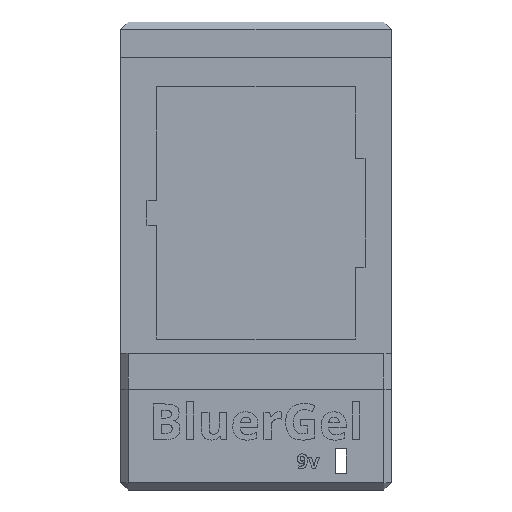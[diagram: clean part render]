
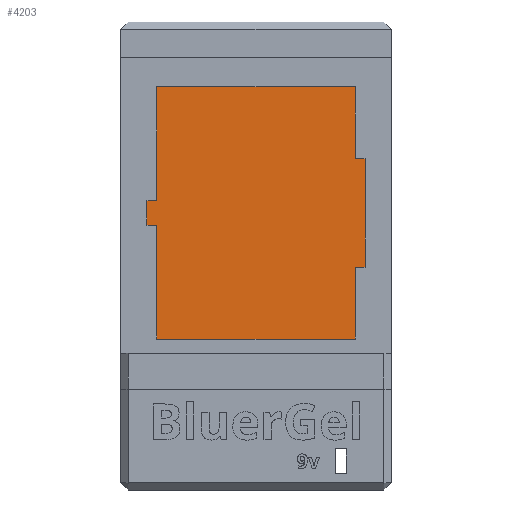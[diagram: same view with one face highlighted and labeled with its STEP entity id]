
A CAD part, top view. The second image highlights one B-rep face of the part: STEP entity #4203.
In plain terms, the highlighted planar face has unit normal (0, 0, 1).
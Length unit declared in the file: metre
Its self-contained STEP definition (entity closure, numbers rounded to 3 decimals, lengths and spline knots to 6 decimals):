
#579=ORIENTED_EDGE('',*,*,#1781,.T.);
#580=ORIENTED_EDGE('',*,*,#1777,.T.);
#581=ORIENTED_EDGE('',*,*,#1813,.T.);
#582=ORIENTED_EDGE('',*,*,#1810,.T.);
#583=ORIENTED_EDGE('',*,*,#1807,.T.);
#584=ORIENTED_EDGE('',*,*,#1804,.T.);
#585=ORIENTED_EDGE('',*,*,#1801,.T.);
#586=ORIENTED_EDGE('',*,*,#1797,.F.);
#587=ORIENTED_EDGE('',*,*,#1794,.T.);
#588=ORIENTED_EDGE('',*,*,#1790,.T.);
#589=ORIENTED_EDGE('',*,*,#1787,.T.);
#590=ORIENTED_EDGE('',*,*,#1784,.T.);
#1777=EDGE_CURVE('',#2407,#2408,#2756,.T.);
#1781=EDGE_CURVE('',#2411,#2407,#2760,.T.);
#1784=EDGE_CURVE('',#2413,#2411,#2763,.T.);
#1787=EDGE_CURVE('',#2415,#2413,#2766,.T.);
#1790=EDGE_CURVE('',#2417,#2415,#2769,.T.);
#1794=EDGE_CURVE('',#2420,#2417,#2772,.T.);
#1797=EDGE_CURVE('',#2420,#2422,#2775,.T.);
#1801=EDGE_CURVE('',#2425,#2422,#2778,.T.);
#1804=EDGE_CURVE('',#2427,#2425,#2781,.T.);
#1807=EDGE_CURVE('',#2429,#2427,#2784,.T.);
#1810=EDGE_CURVE('',#2431,#2429,#2787,.T.);
#1813=EDGE_CURVE('',#2408,#2431,#2790,.T.);
#2407=VERTEX_POINT('',#5907);
#2408=VERTEX_POINT('',#5908);
#2411=VERTEX_POINT('',#5916);
#2413=VERTEX_POINT('',#5922);
#2415=VERTEX_POINT('',#5928);
#2417=VERTEX_POINT('',#5934);
#2420=VERTEX_POINT('',#5942);
#2422=VERTEX_POINT('',#5948);
#2425=VERTEX_POINT('',#5956);
#2427=VERTEX_POINT('',#5962);
#2429=VERTEX_POINT('',#5968);
#2431=VERTEX_POINT('',#5974);
#2756=LINE('',#5906,#3184);
#2760=LINE('',#5915,#3188);
#2763=LINE('',#5921,#3191);
#2766=LINE('',#5927,#3194);
#2769=LINE('',#5933,#3197);
#2772=LINE('',#5941,#3200);
#2775=LINE('',#5947,#3203);
#2778=LINE('',#5955,#3206);
#2781=LINE('',#5961,#3209);
#2784=LINE('',#5967,#3212);
#2787=LINE('',#5973,#3215);
#2790=LINE('',#5979,#3218);
#3184=VECTOR('',#4768,1.);
#3188=VECTOR('',#4774,1.);
#3191=VECTOR('',#4779,1.);
#3194=VECTOR('',#4784,1.);
#3197=VECTOR('',#4789,1.);
#3200=VECTOR('',#4796,1.);
#3203=VECTOR('',#4801,1.);
#3206=VECTOR('',#4808,1.);
#3209=VECTOR('',#4813,1.);
#3212=VECTOR('',#4818,1.);
#3215=VECTOR('',#4823,1.);
#3218=VECTOR('',#4828,1.);
#3554=EDGE_LOOP('',(#579,#580,#581,#582,#583,#584,#585,#586,#587,#588,#589,
#590));
#3822=FACE_BOUND('',#3554,.T.);
#4069=PLANE('',#4470);
#4203=ADVANCED_FACE('',(#3822),#4069,.T.);
#4470=AXIS2_PLACEMENT_3D('',#5984,#4834,#4835);
#4768=DIRECTION('',(-1.,0.,0.));
#4774=DIRECTION('',(0.,1.,0.));
#4779=DIRECTION('',(-1.,0.,0.));
#4784=DIRECTION('',(0.,1.,0.));
#4789=DIRECTION('',(1.,0.,0.));
#4796=DIRECTION('',(0.,1.,0.));
#4801=DIRECTION('',(-1.,0.,0.));
#4808=DIRECTION('',(0.,-1.,0.));
#4813=DIRECTION('',(1.,0.,0.));
#4818=DIRECTION('',(0.,-1.,0.));
#4823=DIRECTION('',(-1.,0.,0.));
#4828=DIRECTION('',(0.,-1.,0.));
#4834=DIRECTION('',(0.,0.,1.));
#4835=DIRECTION('',(1.,0.,0.));
#5906=CARTESIAN_POINT('',(-0.027455,0.0446,0.00254));
#5907=CARTESIAN_POINT('',(0.035075,0.0446,0.00254));
#5908=CARTESIAN_POINT('',(-0.035075,0.0446,0.00254));
#5915=CARTESIAN_POINT('',(0.035075,0.0319,0.00254));
#5916=CARTESIAN_POINT('',(0.035075,0.0192,0.00254));
#5921=CARTESIAN_POINT('',(0.036813,0.0192,0.00254));
#5922=CARTESIAN_POINT('',(0.03855,0.0192,0.00254));
#5927=CARTESIAN_POINT('',(0.03855,0.014438,0.00254));
#5928=CARTESIAN_POINT('',(0.03855,-0.0192,0.00254));
#5933=CARTESIAN_POINT('',(0.036813,-0.0192,0.00254));
#5934=CARTESIAN_POINT('',(0.035075,-0.0192,0.00254));
#5941=CARTESIAN_POINT('',(0.035075,-0.0319,0.00254));
#5942=CARTESIAN_POINT('',(0.035075,-0.0446,0.00254));
#5947=CARTESIAN_POINT('',(0.,-0.0446,0.00254));
#5948=CARTESIAN_POINT('',(-0.035075,-0.0446,0.00254));
#5955=CARTESIAN_POINT('',(-0.035075,-0.024483,0.00254));
#5956=CARTESIAN_POINT('',(-0.035075,-0.004366,0.00254));
#5961=CARTESIAN_POINT('',(-0.036813,-0.004366,0.00254));
#5962=CARTESIAN_POINT('',(-0.03855,-0.004366,0.00254));
#5967=CARTESIAN_POINT('',(-0.03855,0.,0.00254));
#5968=CARTESIAN_POINT('',(-0.03855,0.004366,0.00254));
#5973=CARTESIAN_POINT('',(-0.036813,0.004366,0.00254));
#5974=CARTESIAN_POINT('',(-0.035075,0.004366,0.00254));
#5979=CARTESIAN_POINT('',(-0.035075,0.024483,0.00254));
#5984=CARTESIAN_POINT('',(0.,-0.01524,0.00254));
